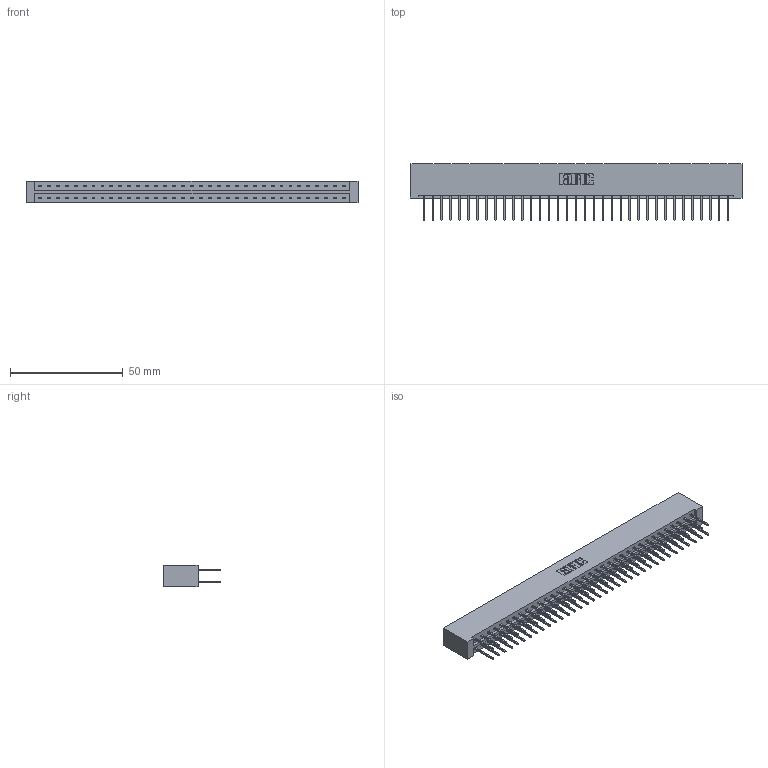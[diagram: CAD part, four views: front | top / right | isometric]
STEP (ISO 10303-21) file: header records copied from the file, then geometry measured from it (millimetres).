
FILE_DESCRIPTION (( 'STEP AP203' ), '1' );
FILE_NAME ('833-070-523-201.STEP', '2020-06-05T12:03:52', ( '' ), ( '' ), 'SwSTEP 2.0', 'SolidWorks 2020', '' );
FILE_SCHEMA (( 'CONFIG_CONTROL_DESIGN' ));
Length unit declared in the file: inch
Products named in the file (3): 345-292-001_345-293-123; 833-070-523-201; 833 Part_Lugless
Assembly tree (71 placements, depth 2):
  833-070-523-201
    833 Part_Lugless
    345-292-001_345-293-123  x70
Bounding box: 146.94 x 25.15 x 9.4 mm (x, y, z)
Volume: 15711.9 mm3; surface area: 19203.6 mm2
Topology: 71 solids, 71 shells, 3746 faces, 11137 edges, 7330 vertices
Faces by surface type: plane 2586, cylinder 1160
Entity records: 23163 total; most frequent: CARTESIAN_POINT 3846, ORIENTED_EDGE 3782, DIRECTION 3291, EDGE_CURVE 1891, VECTOR 1771, LINE 1771, VERTEX_POINT 1258, AXIS2_PLACEMENT_3D 760
